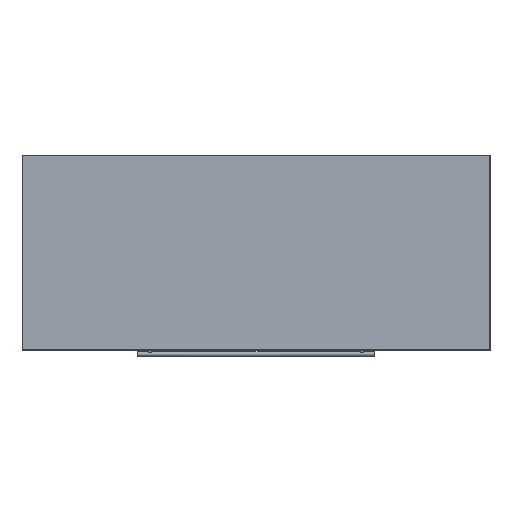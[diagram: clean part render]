
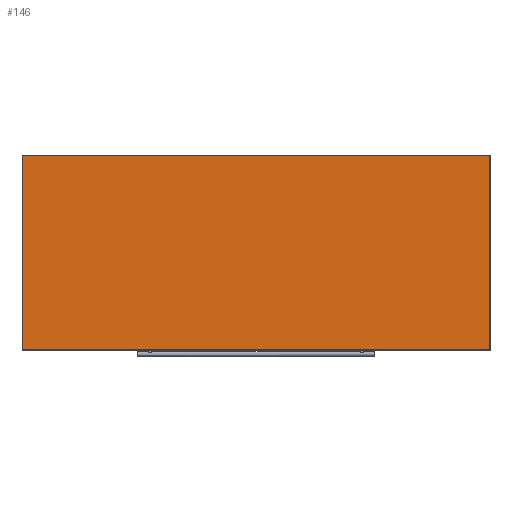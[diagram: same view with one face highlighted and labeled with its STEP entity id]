
A CAD part, top view. The second image highlights one B-rep face of the part: STEP entity #146.
In plain terms, the highlighted face is planar.
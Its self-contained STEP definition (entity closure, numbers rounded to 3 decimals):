
#146=ADVANCED_FACE('',(#277),#1750,.T.);
#277=FACE_OUTER_BOUND('',#395,.T.);
#395=EDGE_LOOP('',(#544,#545,#546,#547));
#544=ORIENTED_EDGE('',*,*,#1058,.F.);
#545=ORIENTED_EDGE('',*,*,#1059,.F.);
#546=ORIENTED_EDGE('',*,*,#1060,.F.);
#547=ORIENTED_EDGE('',*,*,#1057,.F.);
#1057=EDGE_CURVE('',#1570,#1571,#1362,.T.);
#1058=EDGE_CURVE('',#1572,#1570,#1363,.T.);
#1059=EDGE_CURVE('',#1573,#1572,#1364,.T.);
#1060=EDGE_CURVE('',#1571,#1573,#1365,.T.);
#1362=B_SPLINE_CURVE_WITH_KNOTS('',1,(#2656,#2657),.UNSPECIFIED.,.F.,.F.,
(2,2),(-498.,0.),.UNSPECIFIED.);
#1363=B_SPLINE_CURVE_WITH_KNOTS('',1,(#2658,#2659),.UNSPECIFIED.,.F.,.F.,
(2,2),(-1198.,0.),.UNSPECIFIED.);
#1364=B_SPLINE_CURVE_WITH_KNOTS('',1,(#2660,#2661),.UNSPECIFIED.,.F.,.F.,
(2,2),(-498.,0.),.UNSPECIFIED.);
#1365=B_SPLINE_CURVE_WITH_KNOTS('',1,(#2662,#2663),.UNSPECIFIED.,.F.,.F.,
(2,2),(-1198.,0.),.UNSPECIFIED.);
#1570=VERTEX_POINT('',#2602);
#1571=VERTEX_POINT('',#2603);
#1572=VERTEX_POINT('',#2604);
#1573=VERTEX_POINT('',#2605);
#1750=PLANE('',#2016);
#2016=AXIS2_PLACEMENT_3D('',#2293,#2148,$);
#2148=DIRECTION('',(0.,1.,0.));
#2293=CARTESIAN_POINT('',(-718.8,90.,298.8));
#2602=CARTESIAN_POINT('',(599.,90.,-249.));
#2603=CARTESIAN_POINT('',(599.,90.,249.));
#2604=CARTESIAN_POINT('',(-599.,90.,-249.));
#2605=CARTESIAN_POINT('',(-599.,90.,249.));
#2656=CARTESIAN_POINT('',(599.,90.,-249.));
#2657=CARTESIAN_POINT('',(599.,90.,249.));
#2658=CARTESIAN_POINT('',(-599.,90.,-249.));
#2659=CARTESIAN_POINT('',(599.,90.,-249.));
#2660=CARTESIAN_POINT('',(-599.,90.,249.));
#2661=CARTESIAN_POINT('',(-599.,90.,-249.));
#2662=CARTESIAN_POINT('',(599.,90.,249.));
#2663=CARTESIAN_POINT('',(-599.,90.,249.));
